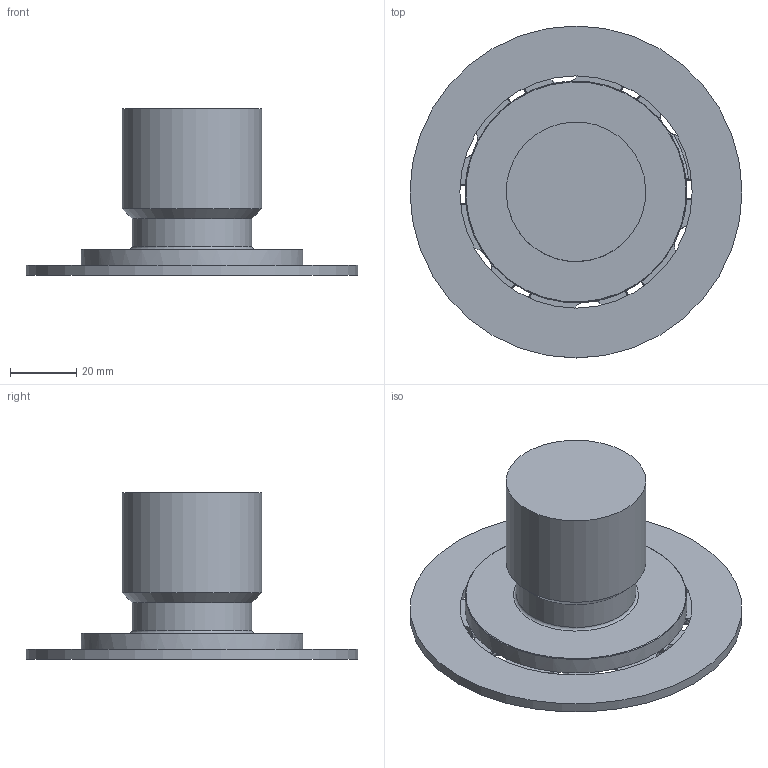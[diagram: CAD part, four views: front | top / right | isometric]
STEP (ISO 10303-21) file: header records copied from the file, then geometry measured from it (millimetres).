
FILE_DESCRIPTION(/* description */ ('3-D model version:1'),/* implementation_level */ '2;1');
FILE_NAME(/* name */ '329-100Q22-G',/* time_stamp */ '2012-01-31T14:45:39+01:00',/* author */ ('InteractiveCad'),/* organization */ ('AB Sandvik Coromant'),/* preprocessor_version */ 'ST-DEVELOPER v11',/* originating_system */ 'SIEMENS UGS NX 6.0',/* authorisation */ '');
FILE_SCHEMA (('AP203_CONFIGURATION_CONTROLLED_3D_DESIGN_OF_MECHANICAL_PARTS_AND_ASSEMBLIES_MIM_LF'));
Length unit declared in the file: millimetre
Products named in the file (1): 329-100Q22-G
Bounding box: 99.88 x 99.88 x 50 mm (x, y, z)
Volume: 94957.4 mm3; surface area: 29045.4 mm2
Topology: 2 solids, 2 shells, 782 faces, 1947 edges, 1170 vertices
Faces by surface type: plane 347, cylinder 203, cone 98, bspline 90, torus 44
Full cylindrical faces by diameter (mm): 36 x1, 42 x1, 66.68 x1, 69.88 x1, 99.88 x1
Entity records: 23842 total; most frequent: CARTESIAN_POINT 5559, ORIENTED_EDGE 3874, DIRECTION 3767, EDGE_CURVE 1937, AXIS2_PLACEMENT_3D 1337, VERTEX_POINT 1168, LINE 1093, VECTOR 1093
